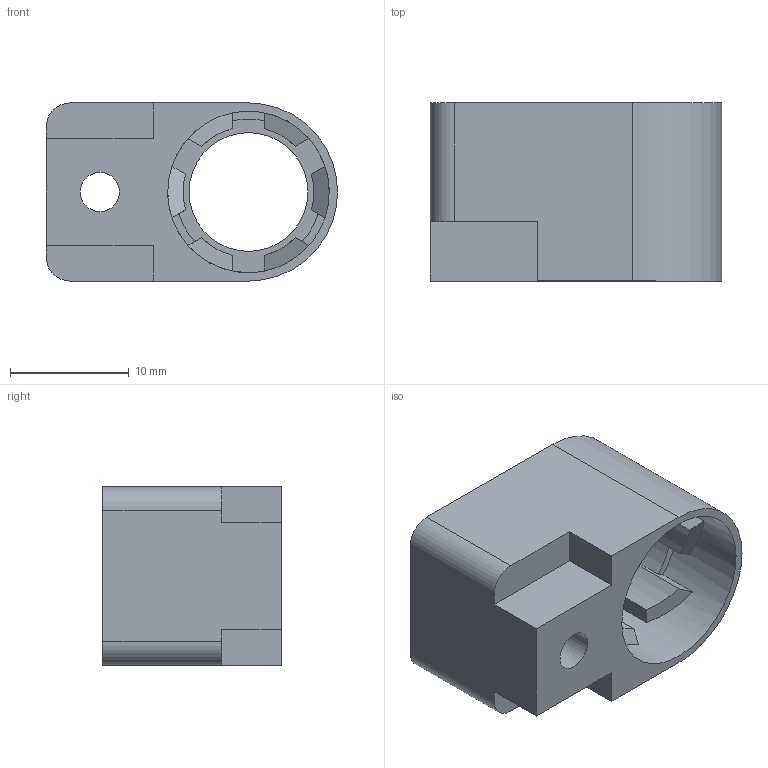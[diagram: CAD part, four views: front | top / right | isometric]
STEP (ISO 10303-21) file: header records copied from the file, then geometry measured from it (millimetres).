
FILE_DESCRIPTION(/* description */ (''),/* implementation_level */ '2;1');
FILE_NAME(/* name */ 'Carcasa (parte 1).step',/* time_stamp */ '2017-03-03T12:39:41+01:00',/* author */ ('Rubén'),/* organization */ (''),/* preprocessor_version */ 'ST-DEVELOPER v15.2',/* originating_system */ 'Autodesk Inventor 2014',/* authorisation */ '');
FILE_SCHEMA (('AUTOMOTIVE_DESIGN { 1 0 10303 214 3 1 1 }'));
Length unit declared in the file: millimetre
Products named in the file (1): Carcasa (parte 1)
Bounding box: 24.5 x 15 x 15 mm (x, y, z)
Volume: 2902.5 mm3; surface area: 2422.7 mm2
Topology: 1 solids, 1 shells, 56 faces, 157 edges, 105 vertices
Faces by surface type: plane 40, cylinder 16
Full cylindrical faces by diameter (mm): 3.3 x1, 5.7 x1, 10 x1, 13.6 x1
Entity records: 1809 total; most frequent: DIRECTION 314, CARTESIAN_POINT 311, ORIENTED_EDGE 302, EDGE_CURVE 151, AXIS2_PLACEMENT_3D 106, VERTEX_POINT 103, LINE 102, VECTOR 102
